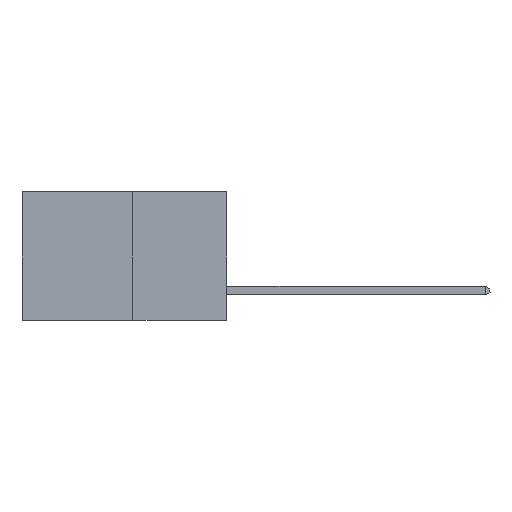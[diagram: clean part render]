
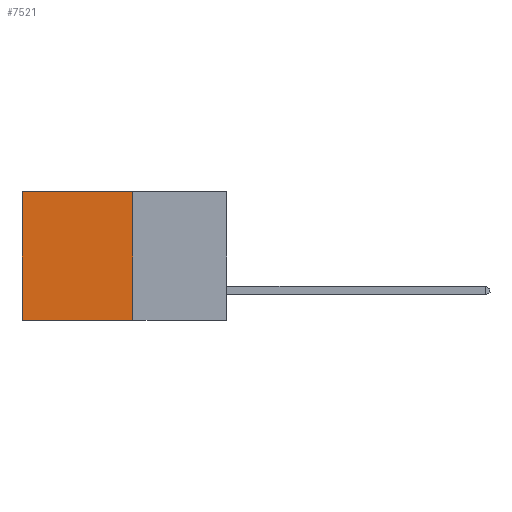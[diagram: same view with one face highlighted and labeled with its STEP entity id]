
A CAD part, left-side view. The second image highlights one B-rep face of the part: STEP entity #7521.
In plain terms, the highlighted planar face has unit normal (-1, 0, 0).
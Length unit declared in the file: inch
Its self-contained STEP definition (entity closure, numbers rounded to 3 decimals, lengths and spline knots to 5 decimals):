
#401 = ORIENTED_EDGE ( 'NONE', *, *, #9277, .T. ) ;
#482 = EDGE_LOOP ( 'NONE', ( #401, #6399, #1456, #5764 ) ) ;
#498 = FACE_OUTER_BOUND ( 'NONE', #482, .T. ) ;
#820 = PLANE ( 'NONE',  #11668 ) ;
#1456 = ORIENTED_EDGE ( 'NONE', *, *, #6158, .F. ) ;
#1928 = CARTESIAN_POINT ( 'NONE',  ( 0.277, 0.27, -0.37 ) ) ;
#1993 = VECTOR ( 'NONE', #8391, 39.37008 ) ;
#2105 = CARTESIAN_POINT ( 'NONE',  ( 0.277, 0.59, -0.37 ) ) ;
#2449 = LINE ( 'NONE', #10331, #7684 ) ;
#3013 = DIRECTION ( 'NONE',  ( 1., 0., 0. ) ) ;
#3338 = LINE ( 'NONE', #4128, #11202 ) ;
#3761 = VERTEX_POINT ( 'NONE', #9687 ) ;
#4128 = CARTESIAN_POINT ( 'NONE',  ( 0.277, 0.27, 0. ) ) ;
#5194 = DIRECTION ( 'NONE',  ( 0., 1., 0. ) ) ;
#5233 = DIRECTION ( 'NONE',  ( 0., 1., 0. ) ) ;
#5764 = ORIENTED_EDGE ( 'NONE', *, *, #9210, .T. ) ;
#6158 = EDGE_CURVE ( 'NONE', #7062, #8701, #7665, .T. ) ;
#6399 = ORIENTED_EDGE ( 'NONE', *, *, #11487, .F. ) ;
#7062 = VERTEX_POINT ( 'NONE', #12970 ) ;
#7521 = ADVANCED_FACE ( 'NONE', ( #498 ), #820, .F. ) ;
#7665 = LINE ( 'NONE', #9521, #12707 ) ;
#7684 = VECTOR ( 'NONE', #5233, 39.37008 ) ;
#7946 = VERTEX_POINT ( 'NONE', #8903 ) ;
#8391 = DIRECTION ( 'NONE',  ( 0., 0., -1. ) ) ;
#8701 = VERTEX_POINT ( 'NONE', #9023 ) ;
#8903 = CARTESIAN_POINT ( 'NONE',  ( 0.277, 0.59, 0. ) ) ;
#9023 = CARTESIAN_POINT ( 'NONE',  ( 0.277, 0.27, -0.37 ) ) ;
#9210 = EDGE_CURVE ( 'NONE', #7062, #7946, #3338, .T. ) ;
#9277 = EDGE_CURVE ( 'NONE', #7946, #3761, #12919, .T. ) ;
#9521 = CARTESIAN_POINT ( 'NONE',  ( 0.277, 0.27, -0.37 ) ) ;
#9687 = CARTESIAN_POINT ( 'NONE',  ( 0.277, 0.59, -0.37 ) ) ;
#10201 = DIRECTION ( 'NONE',  ( 0., 0., -1. ) ) ;
#10331 = CARTESIAN_POINT ( 'NONE',  ( 0.277, 0.27, -0.37 ) ) ;
#10537 = DIRECTION ( 'NONE',  ( 0., 0., -1. ) ) ;
#11202 = VECTOR ( 'NONE', #5194, 39.37008 ) ;
#11487 = EDGE_CURVE ( 'NONE', #8701, #3761, #2449, .T. ) ;
#11668 = AXIS2_PLACEMENT_3D ( 'NONE', #1928, #3013, #10201 ) ;
#12707 = VECTOR ( 'NONE', #10537, 39.37008 ) ;
#12919 = LINE ( 'NONE', #2105, #1993 ) ;
#12970 = CARTESIAN_POINT ( 'NONE',  ( 0.277, 0.27, 0. ) ) ;
